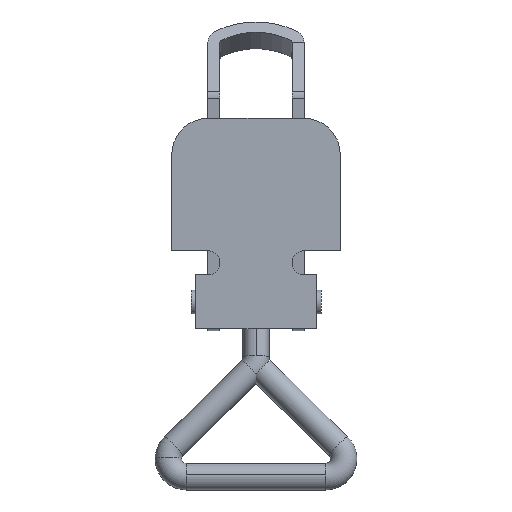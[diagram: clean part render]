
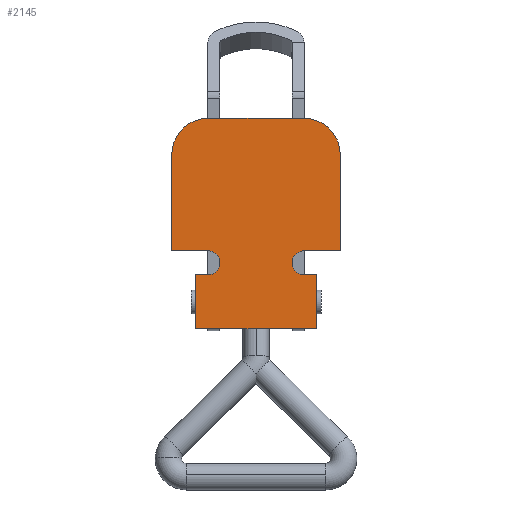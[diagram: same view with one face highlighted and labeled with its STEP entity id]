
A CAD part, front view. The second image highlights one B-rep face of the part: STEP entity #2145.
In plain terms, the highlighted planar face has unit normal (0, -1, 0).
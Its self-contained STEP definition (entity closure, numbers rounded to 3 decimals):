
#80 = CARTESIAN_POINT ( 'NONE',  ( -8.77, 0., -6. ) ) ;
#90 = ORIENTED_EDGE ( 'NONE', *, *, #1372, .F. ) ;
#108 = DIRECTION ( 'NONE',  ( 0., 0., -1. ) ) ;
#115 = DIRECTION ( 'NONE',  ( 0., -1., 0. ) ) ;
#140 = DIRECTION ( 'NONE',  ( 0., 0., 1. ) ) ;
#152 = EDGE_CURVE ( 'NONE', #2373, #3080, #1826, .T. ) ;
#179 = LINE ( 'NONE', #1992, #856 ) ;
#190 = CIRCLE ( 'NONE', #3119, 2. ) ;
#218 = CARTESIAN_POINT ( 'NONE',  ( 7.23, 0., -24. ) ) ;
#240 = EDGE_CURVE ( 'NONE', #3200, #3367, #179, .T. ) ;
#324 = CARTESIAN_POINT ( 'NONE',  ( 5.23, 0., -24. ) ) ;
#354 = ORIENTED_EDGE ( 'NONE', *, *, #2509, .F. ) ;
#356 = EDGE_CURVE ( 'NONE', #1815, #679, #1969, .T. ) ;
#459 = EDGE_CURVE ( 'NONE', #1403, #1109, #3132, .T. ) ;
#475 = EDGE_CURVE ( 'NONE', #1155, #1190, #969, .T. ) ;
#478 = CARTESIAN_POINT ( 'NONE',  ( 13.23, 0., -6. ) ) ;
#502 = DIRECTION ( 'NONE',  ( 0., 0., -1. ) ) ;
#520 = DIRECTION ( 'NONE',  ( 0., 0., -1. ) ) ;
#532 = VECTOR ( 'NONE', #140, 1000. ) ;
#552 = DIRECTION ( 'NONE',  ( 0., -1., 0. ) ) ;
#632 = DIRECTION ( 'NONE',  ( 0., 1., 0. ) ) ;
#646 = ORIENTED_EDGE ( 'NONE', *, *, #240, .F. ) ;
#664 = EDGE_CURVE ( 'NONE', #3492, #3535, #1554, .T. ) ;
#670 = CIRCLE ( 'NONE', #927, 2. ) ;
#678 = ORIENTED_EDGE ( 'NONE', *, *, #1786, .T. ) ;
#679 = VERTEX_POINT ( 'NONE', #1937 ) ;
#727 = CARTESIAN_POINT ( 'NONE',  ( 9.23, 0., -26. ) ) ;
#762 = DIRECTION ( 'NONE',  ( 0., 1., 0. ) ) ;
#765 = DIRECTION ( 'NONE',  ( 1., 0., 0. ) ) ;
#781 = CARTESIAN_POINT ( 'NONE',  ( -6.77, 0., -26. ) ) ;
#856 = VECTOR ( 'NONE', #2544, 1000. ) ;
#892 = EDGE_CURVE ( 'NONE', #1403, #3396, #2252, .T. ) ;
#901 = VECTOR ( 'NONE', #765, 1000. ) ;
#927 = AXIS2_PLACEMENT_3D ( 'NONE', #3165, #632, #2270 ) ;
#950 = CARTESIAN_POINT ( 'NONE',  ( -6.77, 0., -24. ) ) ;
#969 = LINE ( 'NONE', #781, #901 ) ;
#988 = EDGE_CURVE ( 'NONE', #3535, #1155, #1256, .T. ) ;
#1006 = VERTEX_POINT ( 'NONE', #324 ) ;
#1013 = CARTESIAN_POINT ( 'NONE',  ( -8.77, 0., 0. ) ) ;
#1032 = EDGE_CURVE ( 'NONE', #2373, #1922, #1090, .T. ) ;
#1041 = DIRECTION ( 'NONE',  ( 0., -1., 0. ) ) ;
#1076 = DIRECTION ( 'NONE',  ( 1., 0., 0. ) ) ;
#1090 = CIRCLE ( 'NONE', #2925, 6. ) ;
#1101 = CARTESIAN_POINT ( 'NONE',  ( 9.23, 0., -35. ) ) ;
#1109 = VERTEX_POINT ( 'NONE', #950 ) ;
#1113 = VECTOR ( 'NONE', #1076, 1000. ) ;
#1116 = CARTESIAN_POINT ( 'NONE',  ( 7.23, 0., -6. ) ) ;
#1155 = VERTEX_POINT ( 'NONE', #1779 ) ;
#1190 = VERTEX_POINT ( 'NONE', #1199 ) ;
#1199 = CARTESIAN_POINT ( 'NONE',  ( -8.77, 0., -26. ) ) ;
#1256 = LINE ( 'NONE', #2360, #532 ) ;
#1275 = CARTESIAN_POINT ( 'NONE',  ( -8.77, 0., -22. ) ) ;
#1295 = EDGE_CURVE ( 'NONE', #1006, #3098, #670, .T. ) ;
#1320 = CARTESIAN_POINT ( 'NONE',  ( -14.77, 0., 0. ) ) ;
#1328 = EDGE_CURVE ( 'NONE', #1815, #3080, #2034, .T. ) ;
#1356 = DIRECTION ( 'NONE',  ( -1., 0., 0. ) ) ;
#1368 = DIRECTION ( 'NONE',  ( 0., 0., -1. ) ) ;
#1372 = EDGE_CURVE ( 'NONE', #3367, #3492, #1959, .T. ) ;
#1376 = ORIENTED_EDGE ( 'NONE', *, *, #1032, .T. ) ;
#1382 = CARTESIAN_POINT ( 'NONE',  ( -14.77, 0., -6. ) ) ;
#1403 = VERTEX_POINT ( 'NONE', #1275 ) ;
#1465 = VECTOR ( 'NONE', #3293, 1000. ) ;
#1479 = CIRCLE ( 'NONE', #3444, 2. ) ;
#1523 = ORIENTED_EDGE ( 'NONE', *, *, #988, .F. ) ;
#1524 = CARTESIAN_POINT ( 'NONE',  ( 7.23, 0., -22. ) ) ;
#1549 = CARTESIAN_POINT ( 'NONE',  ( 7.23, 0., -26. ) ) ;
#1554 = LINE ( 'NONE', #3354, #2967 ) ;
#1610 = DIRECTION ( 'NONE',  ( 0., 0., -1. ) ) ;
#1622 = CARTESIAN_POINT ( 'NONE',  ( 9.23, 0., -35. ) ) ;
#1670 = ORIENTED_EDGE ( 'NONE', *, *, #664, .F. ) ;
#1779 = CARTESIAN_POINT ( 'NONE',  ( -10.77, 0., -26. ) ) ;
#1786 = EDGE_CURVE ( 'NONE', #1109, #1190, #1479, .T. ) ;
#1815 = VERTEX_POINT ( 'NONE', #478 ) ;
#1826 = LINE ( 'NONE', #3037, #1113 ) ;
#1839 = ORIENTED_EDGE ( 'NONE', *, *, #3242, .F. ) ;
#1877 = CARTESIAN_POINT ( 'NONE',  ( -8.77, 0., -24. ) ) ;
#1922 = VERTEX_POINT ( 'NONE', #1382 ) ;
#1937 = CARTESIAN_POINT ( 'NONE',  ( 13.23, 0., -22. ) ) ;
#1959 = LINE ( 'NONE', #1101, #3407 ) ;
#1969 = LINE ( 'NONE', #2755, #3417 ) ;
#1992 = CARTESIAN_POINT ( 'NONE',  ( 9.23, 0., -26. ) ) ;
#2015 = VECTOR ( 'NONE', #1356, 1000. ) ;
#2017 = DIRECTION ( 'NONE',  ( -1., 0., 0. ) ) ;
#2033 = ORIENTED_EDGE ( 'NONE', *, *, #475, .F. ) ;
#2034 = CIRCLE ( 'NONE', #3554, 6. ) ;
#2105 = CARTESIAN_POINT ( 'NONE',  ( -14.77, 0., -22. ) ) ;
#2119 = ORIENTED_EDGE ( 'NONE', *, *, #2154, .T. ) ;
#2145 = ADVANCED_FACE ( 'NONE', ( #3103 ), #3596, .T. ) ;
#2148 = DIRECTION ( 'NONE',  ( 0., 1., 0. ) ) ;
#2150 = VECTOR ( 'NONE', #2017, 1000. ) ;
#2154 = EDGE_CURVE ( 'NONE', #3200, #1006, #190, .T. ) ;
#2198 = DIRECTION ( 'NONE',  ( -1., 0., 0. ) ) ;
#2220 = EDGE_LOOP ( 'NONE', ( #2603, #2656, #2550, #1376, #1839, #3635, #2577, #678, #2033, #1523, #1670, #90, #646, #2119, #2571, #354 ) ) ;
#2249 = CARTESIAN_POINT ( 'NONE',  ( -14.77, 0., -22. ) ) ;
#2252 = LINE ( 'NONE', #2249, #2150 ) ;
#2270 = DIRECTION ( 'NONE',  ( 0., 0., -1. ) ) ;
#2337 = CARTESIAN_POINT ( 'NONE',  ( 7.23, 0., 0. ) ) ;
#2360 = CARTESIAN_POINT ( 'NONE',  ( -10.77, 0., -26. ) ) ;
#2373 = VERTEX_POINT ( 'NONE', #1013 ) ;
#2400 = CARTESIAN_POINT ( 'NONE',  ( -8.77, 0., -24. ) ) ;
#2509 = EDGE_CURVE ( 'NONE', #679, #3098, #3547, .T. ) ;
#2544 = DIRECTION ( 'NONE',  ( 1., 0., 0. ) ) ;
#2550 = ORIENTED_EDGE ( 'NONE', *, *, #152, .F. ) ;
#2571 = ORIENTED_EDGE ( 'NONE', *, *, #1295, .T. ) ;
#2577 = ORIENTED_EDGE ( 'NONE', *, *, #459, .T. ) ;
#2603 = ORIENTED_EDGE ( 'NONE', *, *, #356, .F. ) ;
#2656 = ORIENTED_EDGE ( 'NONE', *, *, #1328, .T. ) ;
#2683 = DIRECTION ( 'NONE',  ( 0., 0., -1. ) ) ;
#2690 = DIRECTION ( 'NONE',  ( 0., 0., -1. ) ) ;
#2755 = CARTESIAN_POINT ( 'NONE',  ( 13.23, 0., -22. ) ) ;
#2779 = DIRECTION ( 'NONE',  ( 0., 0., -1. ) ) ;
#2876 = LINE ( 'NONE', #1320, #1465 ) ;
#2912 = AXIS2_PLACEMENT_3D ( 'NONE', #2989, #1041, #502 ) ;
#2925 = AXIS2_PLACEMENT_3D ( 'NONE', #80, #115, #108 ) ;
#2967 = VECTOR ( 'NONE', #2198, 1000. ) ;
#2989 = CARTESIAN_POINT ( 'NONE',  ( 0., 0., 0. ) ) ;
#3037 = CARTESIAN_POINT ( 'NONE',  ( 0., 0., 0. ) ) ;
#3041 = CARTESIAN_POINT ( 'NONE',  ( 5.23, 0., -22. ) ) ;
#3080 = VERTEX_POINT ( 'NONE', #2337 ) ;
#3098 = VERTEX_POINT ( 'NONE', #1524 ) ;
#3103 = FACE_OUTER_BOUND ( 'NONE', #2220, .T. ) ;
#3119 = AXIS2_PLACEMENT_3D ( 'NONE', #218, #2148, #520 ) ;
#3132 = CIRCLE ( 'NONE', #3611, 2. ) ;
#3165 = CARTESIAN_POINT ( 'NONE',  ( 7.23, 0., -24. ) ) ;
#3200 = VERTEX_POINT ( 'NONE', #1549 ) ;
#3242 = EDGE_CURVE ( 'NONE', #3396, #1922, #2876, .T. ) ;
#3293 = DIRECTION ( 'NONE',  ( 0., 0., 1. ) ) ;
#3345 = CARTESIAN_POINT ( 'NONE',  ( -10.77, 0., -35. ) ) ;
#3354 = CARTESIAN_POINT ( 'NONE',  ( -10.77, 0., -35. ) ) ;
#3367 = VERTEX_POINT ( 'NONE', #727 ) ;
#3396 = VERTEX_POINT ( 'NONE', #2105 ) ;
#3407 = VECTOR ( 'NONE', #2779, 1000. ) ;
#3417 = VECTOR ( 'NONE', #1610, 1000. ) ;
#3444 = AXIS2_PLACEMENT_3D ( 'NONE', #2400, #762, #2683 ) ;
#3492 = VERTEX_POINT ( 'NONE', #1622 ) ;
#3535 = VERTEX_POINT ( 'NONE', #3345 ) ;
#3547 = LINE ( 'NONE', #3041, #2015 ) ;
#3554 = AXIS2_PLACEMENT_3D ( 'NONE', #1116, #552, #1368 ) ;
#3596 = PLANE ( 'NONE',  #2912 ) ;
#3611 = AXIS2_PLACEMENT_3D ( 'NONE', #1877, #3613, #2690 ) ;
#3613 = DIRECTION ( 'NONE',  ( 0., 1., 0. ) ) ;
#3635 = ORIENTED_EDGE ( 'NONE', *, *, #892, .F. ) ;
